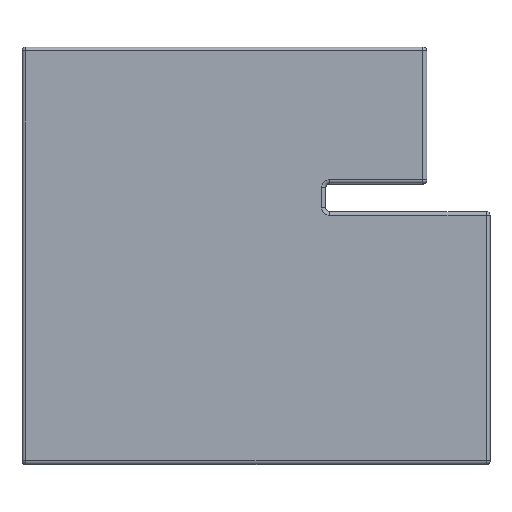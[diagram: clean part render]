
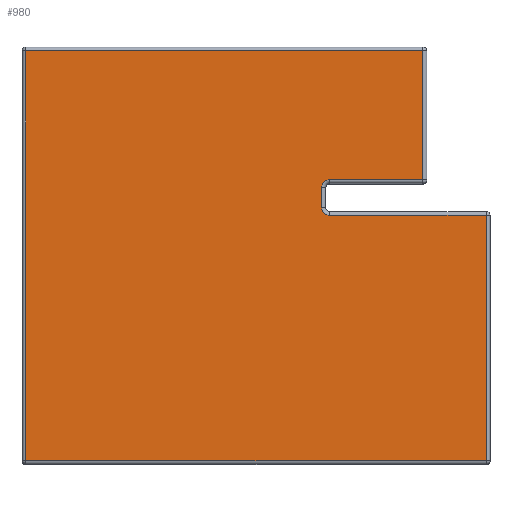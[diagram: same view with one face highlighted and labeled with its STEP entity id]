
A CAD part, top view. The second image highlights one B-rep face of the part: STEP entity #980.
In plain terms, the highlighted planar face has unit normal (0, 0, 1).
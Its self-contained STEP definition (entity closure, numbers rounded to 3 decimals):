
#47 = EDGE_CURVE ( 'NONE', #1243, #1403, #818, .T. ) ;
#56 = CIRCLE ( 'NONE', #1178, 0.6 ) ;
#71 = ORIENTED_EDGE ( 'NONE', *, *, #480, .T. ) ;
#72 = DIRECTION ( 'NONE',  ( 0., 0., 1. ) ) ;
#73 = VECTOR ( 'NONE', #105, 1000. ) ;
#93 = PLANE ( 'NONE',  #489 ) ;
#97 = VERTEX_POINT ( 'NONE', #433 ) ;
#105 = DIRECTION ( 'NONE',  ( 0., 1., 0. ) ) ;
#129 = VERTEX_POINT ( 'NONE', #708 ) ;
#162 = VECTOR ( 'NONE', #558, 1000. ) ;
#204 = VERTEX_POINT ( 'NONE', #1601 ) ;
#222 = CARTESIAN_POINT ( 'NONE',  ( 0., 0.3, 21. ) ) ;
#230 = LINE ( 'NONE', #222, #636 ) ;
#295 = CARTESIAN_POINT ( 'NONE',  ( 24.3, 22.5, 21. ) ) ;
#300 = EDGE_CURVE ( 'NONE', #990, #204, #1059, .T. ) ;
#330 = CIRCLE ( 'NONE', #1453, 0.6 ) ;
#335 = CARTESIAN_POINT ( 'NONE',  ( 0., 32.7, 21. ) ) ;
#347 = LINE ( 'NONE', #1231, #1337 ) ;
#381 = EDGE_LOOP ( 'NONE', ( #1498, #906, #1165, #1204, #634, #1455, #1106, #689, #946, #71 ) ) ;
#390 = VECTOR ( 'NONE', #1308, 1000. ) ;
#392 = LINE ( 'NONE', #891, #803 ) ;
#416 = DIRECTION ( 'NONE',  ( 0., 0., 1. ) ) ;
#433 = CARTESIAN_POINT ( 'NONE',  ( 23.7, 21.9, 21. ) ) ;
#440 = VECTOR ( 'NONE', #550, 1000. ) ;
#448 = CARTESIAN_POINT ( 'NONE',  ( 0., 0., 21. ) ) ;
#451 = CARTESIAN_POINT ( 'NONE',  ( 0., 22.5, 21. ) ) ;
#456 = CARTESIAN_POINT ( 'NONE',  ( 31.7, 22.5, 21. ) ) ;
#480 = EDGE_CURVE ( 'NONE', #1515, #97, #347, .T. ) ;
#489 = AXIS2_PLACEMENT_3D ( 'NONE', #448, #958, #588 ) ;
#550 = DIRECTION ( 'NONE',  ( 0., -1., 0. ) ) ;
#558 = DIRECTION ( 'NONE',  ( 0., 1., 0. ) ) ;
#563 = DIRECTION ( 'NONE',  ( -1., 0., 0. ) ) ;
#586 = EDGE_CURVE ( 'NONE', #1281, #990, #230, .T. ) ;
#588 = DIRECTION ( 'NONE',  ( -1., 0., 0. ) ) ;
#594 = FACE_OUTER_BOUND ( 'NONE', #381, .T. ) ;
#634 = ORIENTED_EDGE ( 'NONE', *, *, #1376, .T. ) ;
#636 = VECTOR ( 'NONE', #721, 1000. ) ;
#689 = ORIENTED_EDGE ( 'NONE', *, *, #1137, .T. ) ;
#708 = CARTESIAN_POINT ( 'NONE',  ( 0.3, 32.7, 21. ) ) ;
#713 = DIRECTION ( 'NONE',  ( 0., 1., 0. ) ) ;
#721 = DIRECTION ( 'NONE',  ( 1., 0., 0. ) ) ;
#726 = CARTESIAN_POINT ( 'NONE',  ( 24.3, 20.3, 21. ) ) ;
#784 = CARTESIAN_POINT ( 'NONE',  ( 31.7, 32.7, 21. ) ) ;
#803 = VECTOR ( 'NONE', #898, 1000. ) ;
#816 = LINE ( 'NONE', #1290, #440 ) ;
#818 = LINE ( 'NONE', #451, #1160 ) ;
#891 = CARTESIAN_POINT ( 'NONE',  ( 0., 19.7, 21. ) ) ;
#898 = DIRECTION ( 'NONE',  ( -1., 0., 0. ) ) ;
#906 = ORIENTED_EDGE ( 'NONE', *, *, #47, .T. ) ;
#927 = CARTESIAN_POINT ( 'NONE',  ( 36.7, 0., 21. ) ) ;
#946 = ORIENTED_EDGE ( 'NONE', *, *, #1037, .F. ) ;
#958 = DIRECTION ( 'NONE',  ( 0., 0., -1. ) ) ;
#980 = ADVANCED_FACE ( 'NONE', ( #594 ), #93, .F. ) ;
#983 = LINE ( 'NONE', #1131, #73 ) ;
#990 = VERTEX_POINT ( 'NONE', #1573 ) ;
#1037 = EDGE_CURVE ( 'NONE', #1515, #1362, #56, .T. ) ;
#1059 = LINE ( 'NONE', #927, #162 ) ;
#1106 = ORIENTED_EDGE ( 'NONE', *, *, #300, .T. ) ;
#1131 = CARTESIAN_POINT ( 'NONE',  ( 31.7, 0., 21. ) ) ;
#1137 = EDGE_CURVE ( 'NONE', #204, #1362, #392, .T. ) ;
#1147 = CARTESIAN_POINT ( 'NONE',  ( 24.3, 21.9, 21. ) ) ;
#1152 = EDGE_CURVE ( 'NONE', #1403, #1397, #983, .T. ) ;
#1160 = VECTOR ( 'NONE', #1311, 1000. ) ;
#1165 = ORIENTED_EDGE ( 'NONE', *, *, #1152, .T. ) ;
#1178 = AXIS2_PLACEMENT_3D ( 'NONE', #726, #72, #563 ) ;
#1197 = EDGE_CURVE ( 'NONE', #1243, #97, #330, .T. ) ;
#1200 = LINE ( 'NONE', #335, #390 ) ;
#1204 = ORIENTED_EDGE ( 'NONE', *, *, #1440, .T. ) ;
#1229 = CARTESIAN_POINT ( 'NONE',  ( 23.7, 20.3, 21. ) ) ;
#1231 = CARTESIAN_POINT ( 'NONE',  ( 23.7, 0., 21. ) ) ;
#1243 = VERTEX_POINT ( 'NONE', #295 ) ;
#1281 = VERTEX_POINT ( 'NONE', #1481 ) ;
#1290 = CARTESIAN_POINT ( 'NONE',  ( 0.3, 0., 21. ) ) ;
#1308 = DIRECTION ( 'NONE',  ( -1., 0., 0. ) ) ;
#1311 = DIRECTION ( 'NONE',  ( 1., 0., 0. ) ) ;
#1337 = VECTOR ( 'NONE', #713, 1000. ) ;
#1362 = VERTEX_POINT ( 'NONE', #1438 ) ;
#1376 = EDGE_CURVE ( 'NONE', #129, #1281, #816, .T. ) ;
#1397 = VERTEX_POINT ( 'NONE', #784 ) ;
#1403 = VERTEX_POINT ( 'NONE', #456 ) ;
#1419 = DIRECTION ( 'NONE',  ( -1., 0., 0. ) ) ;
#1438 = CARTESIAN_POINT ( 'NONE',  ( 24.3, 19.7, 21. ) ) ;
#1440 = EDGE_CURVE ( 'NONE', #1397, #129, #1200, .T. ) ;
#1453 = AXIS2_PLACEMENT_3D ( 'NONE', #1147, #416, #1419 ) ;
#1455 = ORIENTED_EDGE ( 'NONE', *, *, #586, .T. ) ;
#1481 = CARTESIAN_POINT ( 'NONE',  ( 0.3, 0.3, 21. ) ) ;
#1498 = ORIENTED_EDGE ( 'NONE', *, *, #1197, .F. ) ;
#1515 = VERTEX_POINT ( 'NONE', #1229 ) ;
#1573 = CARTESIAN_POINT ( 'NONE',  ( 36.7, 0.3, 21. ) ) ;
#1601 = CARTESIAN_POINT ( 'NONE',  ( 36.7, 19.7, 21. ) ) ;
